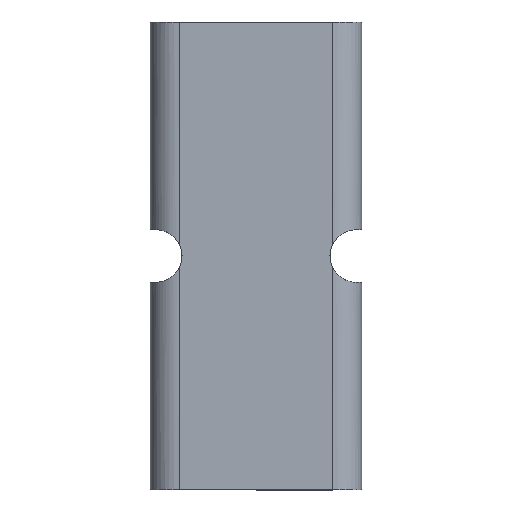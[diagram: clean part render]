
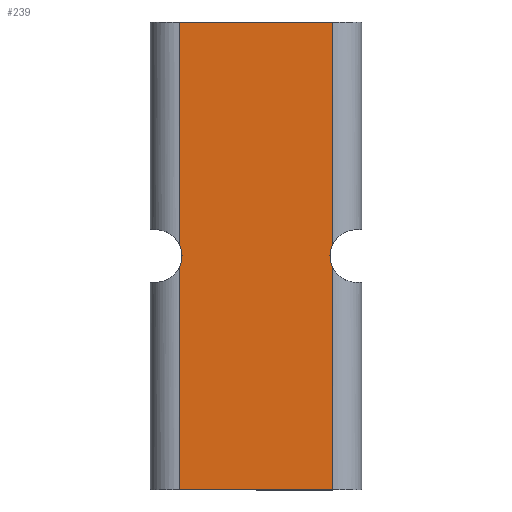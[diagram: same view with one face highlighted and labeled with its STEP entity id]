
A CAD part, top view. The second image highlights one B-rep face of the part: STEP entity #239.
In plain terms, the highlighted planar face has unit normal (0, 0, 1).
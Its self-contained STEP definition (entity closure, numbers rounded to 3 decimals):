
#187=AXIS2_PLACEMENT_3D('Plane Axis2P3D',#184,#185,#186) ;
#191=AXIS2_PLACEMENT_3D('Circle Axis2P3D',#189,#190,$) ;
#205=AXIS2_PLACEMENT_3D('Circle Axis2P3D',#203,#204,$) ;
#83=CARTESIAN_POINT('Vertex',(1.55,0.,3.1)) ;
#86=CARTESIAN_POINT('Line Origine',(1.55,12.5,3.1)) ;
#90=CARTESIAN_POINT('Vertex',(1.55,11.87,3.1)) ;
#124=CARTESIAN_POINT('Line Origine',(5.65,0.,3.1)) ;
#128=CARTESIAN_POINT('Vertex',(9.75,0.,3.1)) ;
#184=CARTESIAN_POINT('Axis2P3D Location',(9.75,0.,3.1)) ;
#189=CARTESIAN_POINT('Axis2P3D Location',(0.3,12.5,3.1)) ;
#193=CARTESIAN_POINT('Vertex',(1.55,13.13,3.1)) ;
#196=CARTESIAN_POINT('Line Origine',(9.75,5.935,3.1)) ;
#200=CARTESIAN_POINT('Vertex',(9.75,11.87,3.1)) ;
#203=CARTESIAN_POINT('Axis2P3D Location',(11.,12.5,3.1)) ;
#207=CARTESIAN_POINT('Vertex',(9.75,13.13,3.1)) ;
#210=CARTESIAN_POINT('Line Origine',(9.75,19.065,3.1)) ;
#214=CARTESIAN_POINT('Vertex',(9.75,25.,3.1)) ;
#217=CARTESIAN_POINT('Line Origine',(5.65,25.,3.1)) ;
#221=CARTESIAN_POINT('Vertex',(1.55,25.,3.1)) ;
#224=CARTESIAN_POINT('Line Origine',(1.55,19.065,3.1)) ;
#87=DIRECTION('Vector Direction',(0.,1.,0.)) ;
#125=DIRECTION('Vector Direction',(-1.,0.,0.)) ;
#185=DIRECTION('Axis2P3D Direction',(0.,0.,-1.)) ;
#186=DIRECTION('Axis2P3D XDirection',(-1.,0.,0.)) ;
#190=DIRECTION('Axis2P3D Direction',(0.,0.,-1.)) ;
#197=DIRECTION('Vector Direction',(0.,1.,0.)) ;
#204=DIRECTION('Axis2P3D Direction',(0.,0.,-1.)) ;
#211=DIRECTION('Vector Direction',(0.,1.,0.)) ;
#218=DIRECTION('Vector Direction',(-1.,0.,0.)) ;
#225=DIRECTION('Vector Direction',(0.,1.,0.)) ;
#88=VECTOR('Line Direction',#87,1.) ;
#126=VECTOR('Line Direction',#125,1.) ;
#198=VECTOR('Line Direction',#197,1.) ;
#212=VECTOR('Line Direction',#211,1.) ;
#219=VECTOR('Line Direction',#218,1.) ;
#226=VECTOR('Line Direction',#225,1.) ;
#230=ORIENTED_EDGE('',*,*,#195,.T.) ;
#231=ORIENTED_EDGE('',*,*,#92,.F.) ;
#232=ORIENTED_EDGE('',*,*,#130,.T.) ;
#233=ORIENTED_EDGE('',*,*,#202,.T.) ;
#234=ORIENTED_EDGE('',*,*,#209,.T.) ;
#235=ORIENTED_EDGE('',*,*,#216,.T.) ;
#236=ORIENTED_EDGE('',*,*,#223,.F.) ;
#237=ORIENTED_EDGE('',*,*,#228,.F.) ;
#239=ADVANCED_FACE('S3D',(#238),#188,.F.) ;
#192=CIRCLE('generated circle',#191,1.4) ;
#206=CIRCLE('generated circle',#205,1.4) ;
#92=EDGE_CURVE('',#84,#91,#89,.T.) ;
#130=EDGE_CURVE('',#84,#129,#127,.F.) ;
#195=EDGE_CURVE('',#194,#91,#192,.T.) ;
#202=EDGE_CURVE('',#129,#201,#199,.T.) ;
#209=EDGE_CURVE('',#201,#208,#206,.T.) ;
#216=EDGE_CURVE('',#208,#215,#213,.T.) ;
#223=EDGE_CURVE('',#222,#215,#220,.F.) ;
#228=EDGE_CURVE('',#194,#222,#227,.T.) ;
#229=EDGE_LOOP('',(#230,#231,#232,#233,#234,#235,#236,#237)) ;
#238=FACE_OUTER_BOUND('',#229,.T.) ;
#89=LINE('Line',#86,#88) ;
#127=LINE('Line',#124,#126) ;
#199=LINE('Line',#196,#198) ;
#213=LINE('Line',#210,#212) ;
#220=LINE('Line',#217,#219) ;
#227=LINE('Line',#224,#226) ;
#188=PLANE('',#187) ;
#84=VERTEX_POINT('',#83) ;
#91=VERTEX_POINT('',#90) ;
#129=VERTEX_POINT('',#128) ;
#194=VERTEX_POINT('',#193) ;
#201=VERTEX_POINT('',#200) ;
#208=VERTEX_POINT('',#207) ;
#215=VERTEX_POINT('',#214) ;
#222=VERTEX_POINT('',#221) ;
